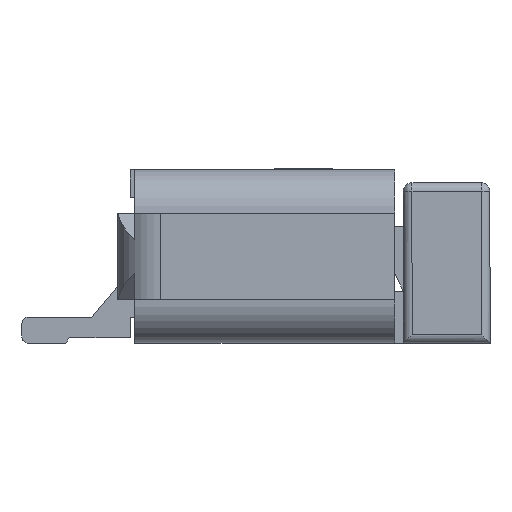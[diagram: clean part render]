
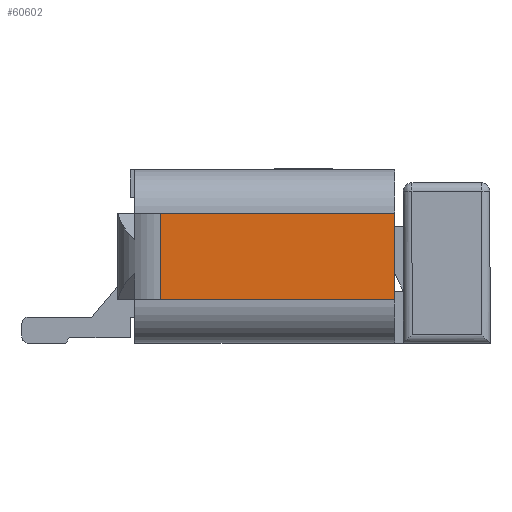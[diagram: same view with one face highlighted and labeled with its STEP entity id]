
A CAD part, left-side view. The second image highlights one B-rep face of the part: STEP entity #60602.
In plain terms, the highlighted planar face has unit normal (-1, 0, 0).
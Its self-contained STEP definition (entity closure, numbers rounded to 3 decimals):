
#7312 = DIRECTION ( 'NONE',  ( 0., -1., 0. ) ) ;
#14403 = LINE ( 'NONE', #92402, #45001 ) ;
#20196 = DIRECTION ( 'NONE',  ( 0., 1., 0. ) ) ;
#24825 = CARTESIAN_POINT ( 'NONE',  ( -14.75, 1.1, 0.5 ) ) ;
#24846 = CARTESIAN_POINT ( 'NONE',  ( -14.75, -1.6, 0.5 ) ) ;
#25215 = DIRECTION ( 'NONE',  ( 0., -1., 0. ) ) ;
#26071 = FACE_OUTER_BOUND ( 'NONE', #58380, .T. ) ;
#26091 = EDGE_CURVE ( 'NONE', #51532, #115334, #14403, .T. ) ;
#28249 = CARTESIAN_POINT ( 'NONE',  ( -14.75, 4.091, 0.5 ) ) ;
#32852 = VECTOR ( 'NONE', #56963, 1000. ) ;
#41607 = ORIENTED_EDGE ( 'NONE', *, *, #48085, .T. ) ;
#45001 = VECTOR ( 'NONE', #25215, 1000. ) ;
#48085 = EDGE_CURVE ( 'NONE', #122432, #107759, #84601, .T. ) ;
#51532 = VERTEX_POINT ( 'NONE', #132229 ) ;
#52156 = CARTESIAN_POINT ( 'NONE',  ( -14.75, -1.6, 1.5 ) ) ;
#56402 = VECTOR ( 'NONE', #7312, 1000. ) ;
#56963 = DIRECTION ( 'NONE',  ( 0., 0., 1. ) ) ;
#58380 = EDGE_LOOP ( 'NONE', ( #131299, #41607, #125682, #135559 ) ) ;
#60602 = ADVANCED_FACE ( 'NONE', ( #26071 ), #71593, .F. ) ;
#63278 = DIRECTION ( 'NONE',  ( 0., 0., -1. ) ) ;
#71593 = PLANE ( 'NONE',  #137407 ) ;
#72702 = LINE ( 'NONE', #130375, #117573 ) ;
#76540 = LINE ( 'NONE', #120556, #32852 ) ;
#84601 = LINE ( 'NONE', #28249, #56402 ) ;
#85960 = DIRECTION ( 'NONE',  ( 1., 0., 0. ) ) ;
#92402 = CARTESIAN_POINT ( 'NONE',  ( -14.75, 4.091, 1.5 ) ) ;
#107759 = VERTEX_POINT ( 'NONE', #24846 ) ;
#114446 = EDGE_CURVE ( 'NONE', #51532, #122432, #72702, .T. ) ;
#115334 = VERTEX_POINT ( 'NONE', #52156 ) ;
#117573 = VECTOR ( 'NONE', #63278, 1000. ) ;
#120556 = CARTESIAN_POINT ( 'NONE',  ( -14.75, -1.6, 0. ) ) ;
#122432 = VERTEX_POINT ( 'NONE', #24825 ) ;
#125682 = ORIENTED_EDGE ( 'NONE', *, *, #140500, .T. ) ;
#130375 = CARTESIAN_POINT ( 'NONE',  ( -14.75, 1.1, 1.5 ) ) ;
#131299 = ORIENTED_EDGE ( 'NONE', *, *, #114446, .T. ) ;
#132229 = CARTESIAN_POINT ( 'NONE',  ( -14.75, 1.1, 1.5 ) ) ;
#135559 = ORIENTED_EDGE ( 'NONE', *, *, #26091, .F. ) ;
#137407 = AXIS2_PLACEMENT_3D ( 'NONE', #140179, #85960, #20196 ) ;
#140179 = CARTESIAN_POINT ( 'NONE',  ( -14.75, 4.091, 0. ) ) ;
#140500 = EDGE_CURVE ( 'NONE', #107759, #115334, #76540, .T. ) ;
